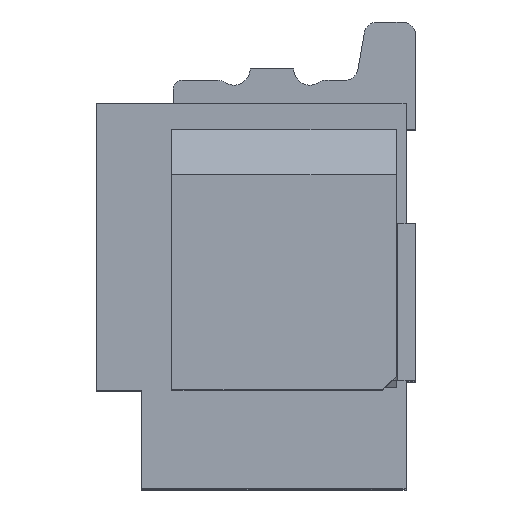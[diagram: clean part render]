
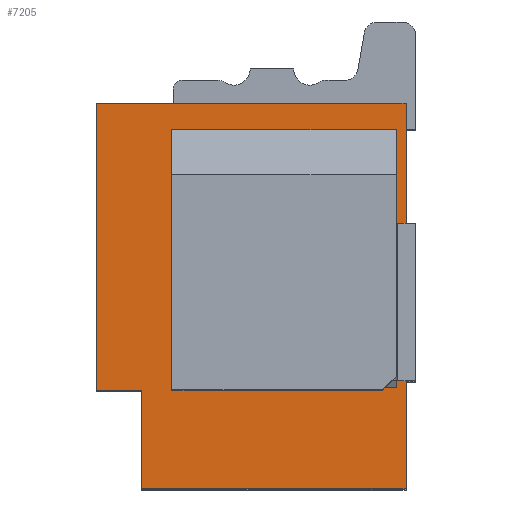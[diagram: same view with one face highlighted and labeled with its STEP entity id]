
A CAD part, top view. The second image highlights one B-rep face of the part: STEP entity #7205.
In plain terms, the highlighted planar face has unit normal (0, 0, 1).
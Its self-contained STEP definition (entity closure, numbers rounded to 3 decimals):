
#93=DIRECTION('',(0.,-1.,0.));
#94=VECTOR('',#93,3.2);
#95=CARTESIAN_POINT('',(-73.809,104.408,22.262));
#96=LINE('',#95,#94);
#757=DIRECTION('',(1.,0.,0.));
#758=VECTOR('',#757,2.95);
#759=CARTESIAN_POINT('',(-73.309,100.108,22.262));
#760=LINE('',#759,#758);
#869=DIRECTION('',(0.,-1.,0.));
#870=VECTOR('',#869,1.1);
#871=CARTESIAN_POINT('',(-73.309,101.208,22.262));
#872=LINE('',#871,#870);
#873=DIRECTION('',(1.,0.,0.));
#874=VECTOR('',#873,0.5);
#875=CARTESIAN_POINT('',(-73.809,101.208,22.262));
#876=LINE('',#875,#874);
#897=DIRECTION('',(1.,0.,0.));
#898=VECTOR('',#897,2.5);
#899=CARTESIAN_POINT('',(-72.969,101.235,22.262));
#900=LINE('',#899,#898);
#901=DIRECTION('',(0.,1.,0.));
#902=VECTOR('',#901,2.873);
#903=CARTESIAN_POINT('',(-70.469,101.235,22.262));
#904=LINE('',#903,#902);
#905=DIRECTION('',(0.,-1.,0.));
#906=VECTOR('',#905,2.873);
#907=CARTESIAN_POINT('',(-72.969,104.108,22.262));
#908=LINE('',#907,#906);
#917=DIRECTION('',(-1.,0.,0.));
#918=VECTOR('',#917,3.45);
#919=CARTESIAN_POINT('',(-70.359,104.408,22.262));
#920=LINE('',#919,#918);
#1563=DIRECTION('',(0.,1.,0.));
#1564=VECTOR('',#1563,4.3);
#1565=CARTESIAN_POINT('',(-70.359,100.108,22.262));
#1566=LINE('',#1565,#1564);
#1607=DIRECTION('',(1.,0.,0.));
#1608=VECTOR('',#1607,2.5);
#1609=CARTESIAN_POINT('',(-72.969,104.108,22.262));
#1610=LINE('',#1609,#1608);
#4683=CARTESIAN_POINT('',(-73.809,104.408,22.262));
#4684=VERTEX_POINT('',#4683);
#4685=CARTESIAN_POINT('',(-73.809,101.208,22.262));
#4686=VERTEX_POINT('',#4685);
#4759=CARTESIAN_POINT('',(-73.309,100.108,22.262));
#4760=VERTEX_POINT('',#4759);
#4761=CARTESIAN_POINT('',(-70.359,100.108,22.262));
#4762=VERTEX_POINT('',#4761);
#5003=CARTESIAN_POINT('',(-70.359,104.408,22.262));
#5004=VERTEX_POINT('',#5003);
#5005=CARTESIAN_POINT('',(-73.309,101.208,22.262));
#5006=VERTEX_POINT('',#5005);
#5007=CARTESIAN_POINT('',(-72.969,101.235,22.262));
#5008=CARTESIAN_POINT('',(-70.469,101.235,22.262));
#5009=VERTEX_POINT('',#5007);
#5010=VERTEX_POINT('',#5008);
#5011=CARTESIAN_POINT('',(-70.469,104.108,22.262));
#5012=VERTEX_POINT('',#5011);
#5013=CARTESIAN_POINT('',(-72.969,104.108,22.262));
#5014=VERTEX_POINT('',#5013);
#7180=CARTESIAN_POINT('',(-72.084,102.258,22.262));
#7181=DIRECTION('',(0.,0.,1.));
#7182=DIRECTION('',(-1.,0.,0.));
#7183=AXIS2_PLACEMENT_3D('',#7180,#7181,#7182);
#7184=PLANE('',#7183);
#7185=ORIENTED_EDGE('',*,*,#6997,.F.);
#7186=ORIENTED_EDGE('',*,*,#7131,.F.);
#7187=ORIENTED_EDGE('',*,*,#7146,.F.);
#7188=ORIENTED_EDGE('',*,*,#6208,.F.);
#7190=ORIENTED_EDGE('',*,*,#7189,.F.);
#7192=ORIENTED_EDGE('',*,*,#7191,.F.);
#7193=EDGE_LOOP('',(#7185,#7186,#7187,#7188,#7190,#7192));
#7194=FACE_OUTER_BOUND('',#7193,.F.);
#7196=ORIENTED_EDGE('',*,*,#7195,.T.);
#7198=ORIENTED_EDGE('',*,*,#7197,.T.);
#7200=ORIENTED_EDGE('',*,*,#7199,.F.);
#7202=ORIENTED_EDGE('',*,*,#7201,.T.);
#7203=EDGE_LOOP('',(#7196,#7198,#7200,#7202));
#7204=FACE_BOUND('',#7203,.F.);
#6208=EDGE_CURVE('',#4684,#4686,#96,.T.);
#6997=EDGE_CURVE('',#4760,#4762,#760,.T.);
#7131=EDGE_CURVE('',#5006,#4760,#872,.T.);
#7146=EDGE_CURVE('',#4686,#5006,#876,.T.);
#7189=EDGE_CURVE('',#5004,#4684,#920,.T.);
#7191=EDGE_CURVE('',#4762,#5004,#1566,.T.);
#7195=EDGE_CURVE('',#5009,#5010,#900,.T.);
#7197=EDGE_CURVE('',#5010,#5012,#904,.T.);
#7199=EDGE_CURVE('',#5014,#5012,#1610,.T.);
#7201=EDGE_CURVE('',#5014,#5009,#908,.T.);
#7205=ADVANCED_FACE('',(#7194,#7204),#7184,.T.);
